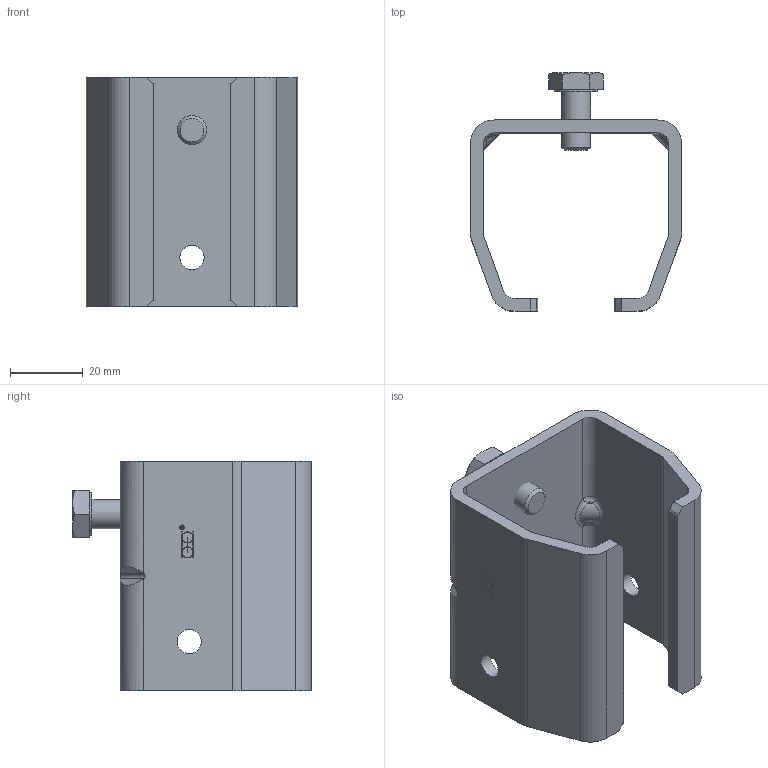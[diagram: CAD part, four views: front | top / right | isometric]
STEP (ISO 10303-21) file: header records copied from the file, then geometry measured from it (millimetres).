
FILE_DESCRIPTION(/* description */ (''),/* implementation_level */ '2;1');
FILE_NAME(/* name */ '9048XA2.stp',/* time_stamp */ '2019-08-23T08:46:48+02:00',/* author */ ('Didierr'),/* organization */ (''),/* preprocessor_version */ 'ST-DEVELOPER v17.2',/* originating_system */ 'Autodesk Inventor 2019',/* authorisation */ '');
FILE_SCHEMA (('AUTOMOTIVE_DESIGN { 1 0 10303 214 3 1 1 }'));
Length unit declared in the file: millimetre
Products named in the file (3): 9048XA2; 18377; 04023
Assembly tree (2 placements, depth 2):
  9048XA2
    18377
    04023
Bounding box: 58 x 65.53 x 63 mm (x, y, z)
Volume: 38286.1 mm3; surface area: 23807.9 mm2
Topology: 2 solids, 2 shells, 200 faces, 518 edges, 340 vertices
Faces by surface type: plane 105, bspline 46, cylinder 42, cone 7
Full cylindrical faces by diameter (mm): 1.151 x1, 1.25 x1, 6.647 x4, 8 x1, 11.63 x1
Entity records: 6765 total; most frequent: CARTESIAN_POINT 1955, ORIENTED_EDGE 1036, DIRECTION 854, EDGE_CURVE 518, VERTEX_POINT 340, LINE 308, VECTOR 308, AXIS2_PLACEMENT_3D 273
